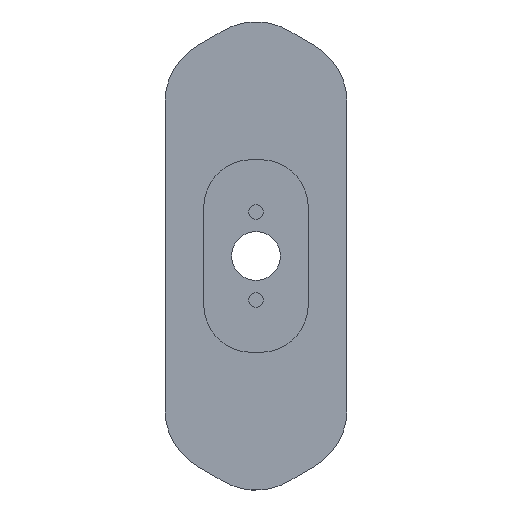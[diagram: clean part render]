
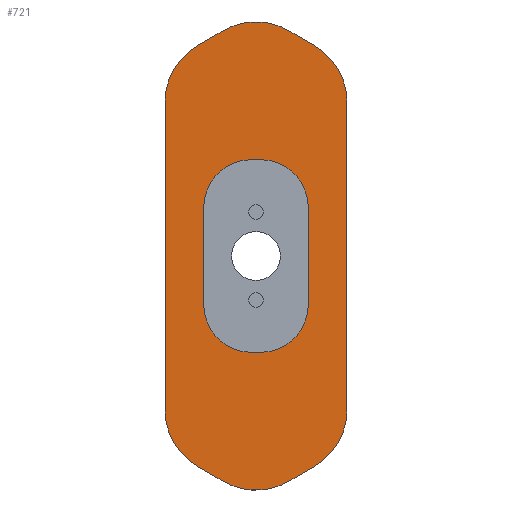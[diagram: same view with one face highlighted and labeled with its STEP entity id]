
A CAD part, front view. The second image highlights one B-rep face of the part: STEP entity #721.
In plain terms, the highlighted planar face has unit normal (0, -1, 0).
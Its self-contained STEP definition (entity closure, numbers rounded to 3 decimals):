
#18=FACE_BOUND('',#102,.T.);
#28=PLANE('',#790);
#57=FACE_OUTER_BOUND('',#101,.T.);
#101=EDGE_LOOP('',(#535,#536,#537,#538,#539,#540,#541,#542,#543,#544,#545,
#546));
#102=EDGE_LOOP('',(#547,#548,#549,#550,#551,#552,#553,#554));
#138=LINE('',#1103,#205);
#144=LINE('',#1123,#211);
#147=LINE('',#1131,#214);
#149=LINE('',#1137,#216);
#150=LINE('',#1143,#217);
#151=LINE('',#1147,#218);
#152=LINE('',#1151,#219);
#153=LINE('',#1155,#220);
#154=LINE('',#1159,#221);
#155=LINE('',#1162,#222);
#205=VECTOR('',#880,10.);
#211=VECTOR('',#900,10.);
#214=VECTOR('',#909,10.);
#216=VECTOR('',#917,10.);
#217=VECTOR('',#922,10.);
#218=VECTOR('',#925,10.);
#219=VECTOR('',#928,10.);
#220=VECTOR('',#931,10.);
#221=VECTOR('',#934,10.);
#222=VECTOR('',#937,10.);
#271=CIRCLE('',#774,8.);
#276=CIRCLE('',#782,8.);
#277=CIRCLE('',#785,8.);
#278=CIRCLE('',#788,8.);
#279=CIRCLE('',#791,11.);
#280=CIRCLE('',#792,11.);
#281=CIRCLE('',#793,11.);
#282=CIRCLE('',#794,11.);
#283=CIRCLE('',#795,11.);
#284=CIRCLE('',#796,11.);
#309=VERTEX_POINT('',#1090);
#310=VERTEX_POINT('',#1091);
#314=VERTEX_POINT('',#1101);
#320=VERTEX_POINT('',#1117);
#321=VERTEX_POINT('',#1121);
#322=VERTEX_POINT('',#1125);
#323=VERTEX_POINT('',#1129);
#324=VERTEX_POINT('',#1133);
#325=VERTEX_POINT('',#1139);
#326=VERTEX_POINT('',#1140);
#327=VERTEX_POINT('',#1142);
#328=VERTEX_POINT('',#1144);
#329=VERTEX_POINT('',#1146);
#330=VERTEX_POINT('',#1148);
#331=VERTEX_POINT('',#1150);
#332=VERTEX_POINT('',#1152);
#333=VERTEX_POINT('',#1154);
#334=VERTEX_POINT('',#1156);
#335=VERTEX_POINT('',#1158);
#336=VERTEX_POINT('',#1160);
#382=EDGE_CURVE('',#309,#310,#271,.T.);
#388=EDGE_CURVE('',#310,#314,#138,.T.);
#395=EDGE_CURVE('',#314,#320,#276,.T.);
#398=EDGE_CURVE('',#320,#321,#144,.T.);
#399=EDGE_CURVE('',#321,#322,#277,.T.);
#402=EDGE_CURVE('',#322,#323,#147,.T.);
#403=EDGE_CURVE('',#323,#324,#278,.T.);
#405=EDGE_CURVE('',#324,#309,#149,.T.);
#406=EDGE_CURVE('',#325,#326,#279,.T.);
#407=EDGE_CURVE('',#326,#327,#150,.T.);
#408=EDGE_CURVE('',#327,#328,#280,.T.);
#409=EDGE_CURVE('',#328,#329,#151,.T.);
#410=EDGE_CURVE('',#329,#330,#281,.T.);
#411=EDGE_CURVE('',#330,#331,#152,.T.);
#412=EDGE_CURVE('',#331,#332,#282,.T.);
#413=EDGE_CURVE('',#332,#333,#153,.T.);
#414=EDGE_CURVE('',#333,#334,#283,.T.);
#415=EDGE_CURVE('',#334,#335,#154,.T.);
#416=EDGE_CURVE('',#335,#336,#284,.T.);
#417=EDGE_CURVE('',#336,#325,#155,.T.);
#535=ORIENTED_EDGE('',*,*,#406,.T.);
#536=ORIENTED_EDGE('',*,*,#407,.T.);
#537=ORIENTED_EDGE('',*,*,#408,.T.);
#538=ORIENTED_EDGE('',*,*,#409,.T.);
#539=ORIENTED_EDGE('',*,*,#410,.T.);
#540=ORIENTED_EDGE('',*,*,#411,.T.);
#541=ORIENTED_EDGE('',*,*,#412,.T.);
#542=ORIENTED_EDGE('',*,*,#413,.T.);
#543=ORIENTED_EDGE('',*,*,#414,.T.);
#544=ORIENTED_EDGE('',*,*,#415,.T.);
#545=ORIENTED_EDGE('',*,*,#416,.T.);
#546=ORIENTED_EDGE('',*,*,#417,.T.);
#547=ORIENTED_EDGE('',*,*,#382,.T.);
#548=ORIENTED_EDGE('',*,*,#388,.T.);
#549=ORIENTED_EDGE('',*,*,#395,.T.);
#550=ORIENTED_EDGE('',*,*,#398,.T.);
#551=ORIENTED_EDGE('',*,*,#399,.T.);
#552=ORIENTED_EDGE('',*,*,#402,.T.);
#553=ORIENTED_EDGE('',*,*,#403,.T.);
#554=ORIENTED_EDGE('',*,*,#405,.T.);
#721=ADVANCED_FACE('',(#57,#18),#28,.T.);
#774=AXIS2_PLACEMENT_3D('',#1092,#870,#871);
#782=AXIS2_PLACEMENT_3D('',#1118,#894,#895);
#785=AXIS2_PLACEMENT_3D('',#1126,#903,#904);
#788=AXIS2_PLACEMENT_3D('',#1134,#912,#913);
#790=AXIS2_PLACEMENT_3D('',#1138,#918,#919);
#791=AXIS2_PLACEMENT_3D('',#1141,#920,#921);
#792=AXIS2_PLACEMENT_3D('',#1145,#923,#924);
#793=AXIS2_PLACEMENT_3D('',#1149,#926,#927);
#794=AXIS2_PLACEMENT_3D('',#1153,#929,#930);
#795=AXIS2_PLACEMENT_3D('',#1157,#932,#933);
#796=AXIS2_PLACEMENT_3D('',#1161,#935,#936);
#870=DIRECTION('center_axis',(0.,1.,0.));
#871=DIRECTION('ref_axis',(-0.707,0.,0.707));
#880=DIRECTION('',(1.,0.,0.));
#894=DIRECTION('center_axis',(0.,1.,0.));
#895=DIRECTION('ref_axis',(0.707,0.,0.707));
#900=DIRECTION('',(0.,0.,-1.));
#903=DIRECTION('center_axis',(0.,1.,0.));
#904=DIRECTION('ref_axis',(0.707,0.,-0.707));
#909=DIRECTION('',(-1.,0.,0.));
#912=DIRECTION('center_axis',(0.,1.,0.));
#913=DIRECTION('ref_axis',(-0.707,0.,-0.707));
#917=DIRECTION('',(0.,0.,1.));
#918=DIRECTION('center_axis',(0.,-1.,0.));
#919=DIRECTION('ref_axis',(1.,0.,0.));
#920=DIRECTION('center_axis',(0.,-1.,0.));
#921=DIRECTION('ref_axis',(1.,0.,0.));
#922=DIRECTION('',(-0.864,0.,0.503));
#923=DIRECTION('center_axis',(0.,-1.,0.));
#924=DIRECTION('ref_axis',(0.503,0.,0.864));
#925=DIRECTION('',(-0.864,0.,-0.503));
#926=DIRECTION('center_axis',(0.,-1.,0.));
#927=DIRECTION('ref_axis',(-0.503,0.,0.864));
#928=DIRECTION('',(0.,0.,-1.));
#929=DIRECTION('center_axis',(0.,-1.,0.));
#930=DIRECTION('ref_axis',(-1.,0.,0.));
#931=DIRECTION('',(0.864,0.,-0.503));
#932=DIRECTION('center_axis',(0.,-1.,0.));
#933=DIRECTION('ref_axis',(-0.503,0.,-0.864));
#934=DIRECTION('',(0.864,0.,0.503));
#935=DIRECTION('center_axis',(0.,-1.,0.));
#936=DIRECTION('ref_axis',(0.503,0.,-0.864));
#937=DIRECTION('',(0.,0.,1.));
#1090=CARTESIAN_POINT('',(-62.051,58.83,42.755));
#1091=CARTESIAN_POINT('',(-54.051,58.83,50.755));
#1092=CARTESIAN_POINT('Origin',(-54.051,58.83,42.755));
#1101=CARTESIAN_POINT('',(-52.451,58.83,50.755));
#1103=CARTESIAN_POINT('',(-57.651,58.83,50.755));
#1117=CARTESIAN_POINT('',(-44.451,58.83,42.755));
#1118=CARTESIAN_POINT('Origin',(-52.451,58.83,42.755));
#1121=CARTESIAN_POINT('',(-44.451,58.83,26.355));
#1123=CARTESIAN_POINT('',(-44.451,58.83,42.655));
#1125=CARTESIAN_POINT('',(-52.451,58.83,18.355));
#1126=CARTESIAN_POINT('Origin',(-52.451,58.83,26.355));
#1129=CARTESIAN_POINT('',(-54.051,58.83,18.355));
#1131=CARTESIAN_POINT('',(-48.851,58.83,18.355));
#1133=CARTESIAN_POINT('',(-62.051,58.83,26.355));
#1134=CARTESIAN_POINT('Origin',(-54.051,58.83,26.355));
#1137=CARTESIAN_POINT('',(-62.051,58.83,26.455));
#1138=CARTESIAN_POINT('Origin',(-53.251,58.83,34.555));
#1139=CARTESIAN_POINT('',(-37.951,58.83,60.457));
#1140=CARTESIAN_POINT('',(-43.414,58.83,69.962));
#1141=CARTESIAN_POINT('Origin',(-48.951,58.83,60.457));
#1142=CARTESIAN_POINT('',(-47.714,58.83,72.466));
#1143=CARTESIAN_POINT('',(-43.414,58.83,69.962));
#1144=CARTESIAN_POINT('',(-58.788,58.83,72.466));
#1145=CARTESIAN_POINT('Origin',(-53.251,58.83,62.962));
#1146=CARTESIAN_POINT('',(-63.088,58.83,69.962));
#1147=CARTESIAN_POINT('',(-58.788,58.83,72.466));
#1148=CARTESIAN_POINT('',(-68.551,58.83,60.457));
#1149=CARTESIAN_POINT('Origin',(-57.551,58.83,60.457));
#1150=CARTESIAN_POINT('',(-68.551,58.83,8.654));
#1151=CARTESIAN_POINT('',(-68.551,58.83,60.457));
#1152=CARTESIAN_POINT('',(-63.088,58.83,-0.851));
#1153=CARTESIAN_POINT('Origin',(-57.551,58.83,8.654));
#1154=CARTESIAN_POINT('',(-58.788,58.83,-3.356));
#1155=CARTESIAN_POINT('',(-63.088,58.83,-0.851));
#1156=CARTESIAN_POINT('',(-47.714,58.83,-3.356));
#1157=CARTESIAN_POINT('Origin',(-53.251,58.83,6.149));
#1158=CARTESIAN_POINT('',(-43.414,58.83,-0.851));
#1159=CARTESIAN_POINT('',(-47.714,58.83,-3.356));
#1160=CARTESIAN_POINT('',(-37.951,58.83,8.654));
#1161=CARTESIAN_POINT('Origin',(-48.951,58.83,8.654));
#1162=CARTESIAN_POINT('',(-37.951,58.83,8.654));
